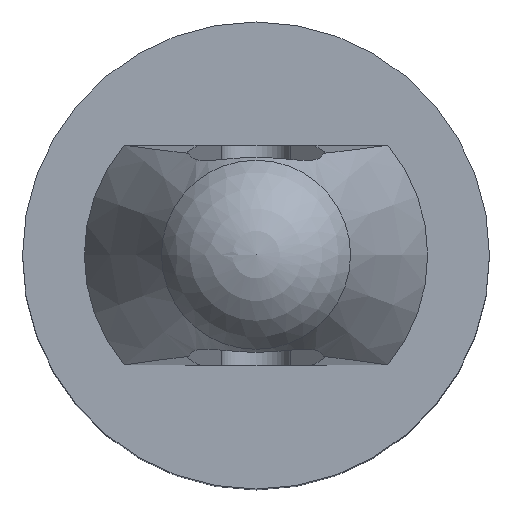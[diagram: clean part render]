
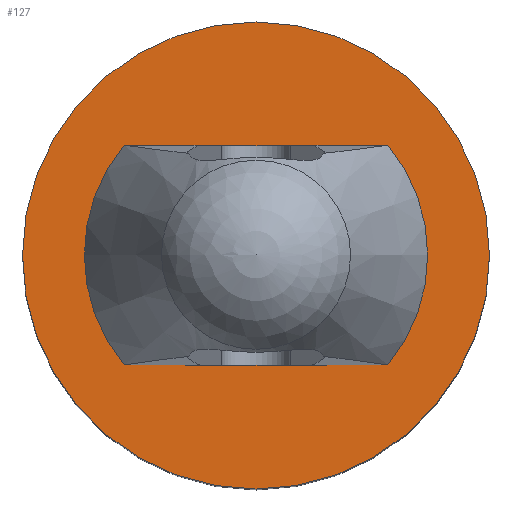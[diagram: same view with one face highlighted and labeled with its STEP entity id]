
A CAD part, top view. The second image highlights one B-rep face of the part: STEP entity #127.
In plain terms, the highlighted planar face has unit normal (0, 0, 1).
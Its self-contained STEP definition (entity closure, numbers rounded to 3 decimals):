
#127 = ADVANCED_FACE( '', ( #259, #260 ), #261, .T. );
#259 = FACE_BOUND( '', #390, .T. );
#260 = FACE_OUTER_BOUND( '', #391, .T. );
#261 = PLANE( '', #392 );
#390 = EDGE_LOOP( '', ( #714, #715, #716, #717, #718, #719 ) );
#391 = EDGE_LOOP( '', ( #720 ) );
#392 = AXIS2_PLACEMENT_3D( '', #721, #722, #723 );
#714 = ORIENTED_EDGE( '', *, *, #903, .T. );
#715 = ORIENTED_EDGE( '', *, *, #845, .F. );
#716 = ORIENTED_EDGE( '', *, *, #801, .F. );
#717 = ORIENTED_EDGE( '', *, *, #839, .T. );
#718 = ORIENTED_EDGE( '', *, *, #886, .T. );
#719 = ORIENTED_EDGE( '', *, *, #912, .T. );
#720 = ORIENTED_EDGE( '', *, *, #798, .F. );
#721 = CARTESIAN_POINT( '', ( -0.95, 0., 2. ) );
#722 = DIRECTION( '', ( 0., 0., 1. ) );
#723 = DIRECTION( '', ( 1., 0., 0. ) );
#798 = EDGE_CURVE( '', #959, #959, #960, .T. );
#801 = EDGE_CURVE( '', #964, #965, #966, .T. );
#839 = EDGE_CURVE( '', #964, #1029, #1030, .T. );
#845 = EDGE_CURVE( '', #965, #1039, #1040, .T. );
#886 = EDGE_CURVE( '', #1029, #992, #1097, .T. );
#903 = EDGE_CURVE( '', #1114, #1039, #1115, .T. );
#912 = EDGE_CURVE( '', #992, #1114, #1124, .T. );
#959 = VERTEX_POINT( '', #1226 );
#960 = CIRCLE( '', #1227, 1.7 );
#964 = VERTEX_POINT( '', #1231 );
#965 = VERTEX_POINT( '', #1232 );
#966 = LINE( '', #1233, #1234 );
#992 = VERTEX_POINT( '', #1268 );
#1029 = VERTEX_POINT( '', #1353 );
#1030 = CIRCLE( '', #1354, 0.95 );
#1039 = VERTEX_POINT( '', #1366 );
#1040 = LINE( '', #1367, #1368 );
#1097 = LINE( '', #1450, #1451 );
#1114 = VERTEX_POINT( '', #1473 );
#1115 = CIRCLE( '', #1474, 0.95 );
#1124 = LINE( '', #1485, #1486 );
#1226 = CARTESIAN_POINT( '', ( -1.7, 0., 2. ) );
#1227 = AXIS2_PLACEMENT_3D( '', #1513, #1514, #1515 );
#1231 = CARTESIAN_POINT( '', ( 0.512, 0.8, 2. ) );
#1232 = CARTESIAN_POINT( '', ( 0., 0.8, 2. ) );
#1233 = CARTESIAN_POINT( '', ( 1.7, 0.8, 2. ) );
#1234 = VECTOR( '', #1519, 1000. );
#1268 = CARTESIAN_POINT( '', ( 0., -0.8, 2. ) );
#1353 = CARTESIAN_POINT( '', ( 0.512, -0.8, 2. ) );
#1354 = AXIS2_PLACEMENT_3D( '', #1566, #1567, #1568 );
#1366 = CARTESIAN_POINT( '', ( -0.512, 0.8, 2. ) );
#1367 = CARTESIAN_POINT( '', ( 1.7, 0.8, 2. ) );
#1368 = VECTOR( '', #1575, 1000. );
#1450 = CARTESIAN_POINT( '', ( 1.7, -0.8, 2. ) );
#1451 = VECTOR( '', #1619, 1000. );
#1473 = CARTESIAN_POINT( '', ( -0.512, -0.8, 2. ) );
#1474 = AXIS2_PLACEMENT_3D( '', #1634, #1635, #1636 );
#1485 = CARTESIAN_POINT( '', ( 1.7, -0.8, 2. ) );
#1486 = VECTOR( '', #1645, 1000. );
#1513 = CARTESIAN_POINT( '', ( 0., 0., 2. ) );
#1514 = DIRECTION( '', ( 0., 0., -1. ) );
#1515 = DIRECTION( '', ( -1., 0., 0. ) );
#1519 = DIRECTION( '', ( -1., 0., 0. ) );
#1566 = CARTESIAN_POINT( '', ( 0., 0., 2. ) );
#1567 = DIRECTION( '', ( 0., 0., -1. ) );
#1568 = DIRECTION( '', ( -1., 0., 0. ) );
#1575 = DIRECTION( '', ( -1., 0., 0. ) );
#1619 = DIRECTION( '', ( -1., 0., 0. ) );
#1634 = CARTESIAN_POINT( '', ( 0., 0., 2. ) );
#1635 = DIRECTION( '', ( 0., 0., -1. ) );
#1636 = DIRECTION( '', ( -1., 0., 0. ) );
#1645 = DIRECTION( '', ( -1., 0., 0. ) );
